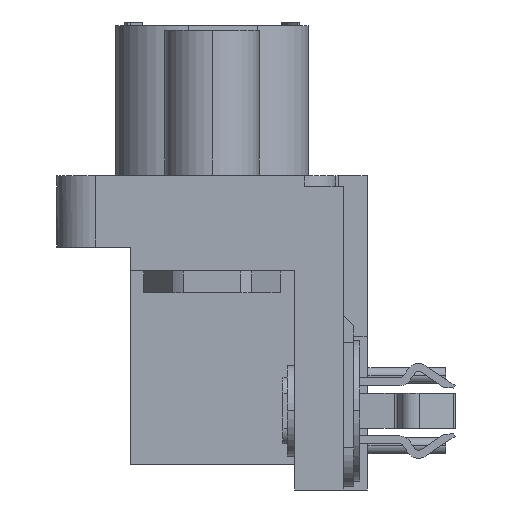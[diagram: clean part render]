
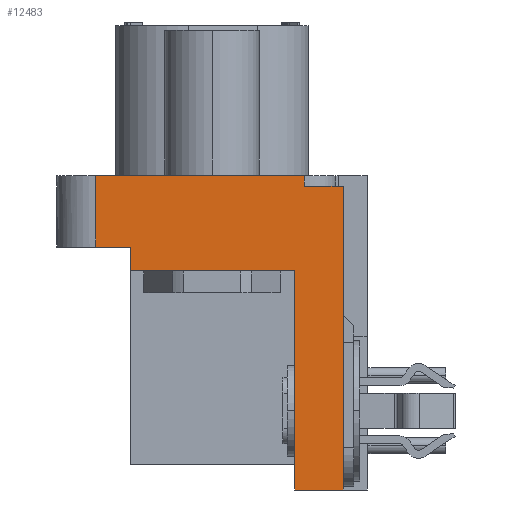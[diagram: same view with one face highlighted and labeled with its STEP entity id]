
A CAD part, left-side view. The second image highlights one B-rep face of the part: STEP entity #12483.
In plain terms, the highlighted planar face has unit normal (-1, 0, 0).
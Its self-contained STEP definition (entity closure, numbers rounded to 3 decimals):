
#2310=DIRECTION('',(0.,0.,1.));
#2311=VECTOR('',#2310,12.294);
#2312=CARTESIAN_POINT('',(-34.773,-5.309,-18.781));
#2313=LINE('',#2312,#2311);
#2314=DIRECTION('',(0.,1.,0.));
#2315=VECTOR('',#2314,1.956);
#2316=CARTESIAN_POINT('',(-34.773,-5.309,-18.781));
#2317=LINE('',#2316,#2315);
#2318=DIRECTION('',(0.,0.,1.));
#2319=VECTOR('',#2318,8.865);
#2320=CARTESIAN_POINT('',(-34.773,-3.353,-18.781));
#2321=LINE('',#2320,#2319);
#2322=DIRECTION('',(0.,1.,0.));
#2323=VECTOR('',#2322,6.655);
#2324=CARTESIAN_POINT('',(-34.773,-3.353,-9.916));
#2325=LINE('',#2324,#2323);
#2326=DIRECTION('',(0.,0.,1.));
#2327=VECTOR('',#2326,0.965);
#2328=CARTESIAN_POINT('',(-34.773,3.302,-9.916));
#2329=LINE('',#2328,#2327);
#2330=DIRECTION('',(0.,1.,0.));
#2331=VECTOR('',#2330,1.397);
#2332=CARTESIAN_POINT('',(-34.773,3.302,-8.951));
#2333=LINE('',#2332,#2331);
#2334=DIRECTION('',(0.,0.,1.));
#2335=VECTOR('',#2334,2.88);
#2336=CARTESIAN_POINT('',(-34.773,4.699,-8.951));
#2337=LINE('',#2336,#2335);
#2338=DIRECTION('',(0.,-1.,0.));
#2339=VECTOR('',#2338,8.433);
#2340=CARTESIAN_POINT('',(-34.773,4.699,-6.071));
#2341=LINE('',#2340,#2339);
#2342=DIRECTION('',(0.,0.,1.));
#2343=VECTOR('',#2342,0.417);
#2344=CARTESIAN_POINT('',(-34.773,-3.734,-6.487));
#2345=LINE('',#2344,#2343);
#2346=DIRECTION('',(0.,1.,0.));
#2347=VECTOR('',#2346,1.575);
#2348=CARTESIAN_POINT('',(-34.773,-5.309,-6.487));
#2349=LINE('',#2348,#2347);
#8326=CARTESIAN_POINT('',(-34.773,-3.353,-18.781));
#8327=CARTESIAN_POINT('',(-34.773,-3.353,-9.916));
#8328=VERTEX_POINT('',#8326);
#8329=VERTEX_POINT('',#8327);
#8330=CARTESIAN_POINT('',(-34.773,3.302,-9.916));
#8331=VERTEX_POINT('',#8330);
#8334=CARTESIAN_POINT('',(-34.773,3.302,-8.951));
#8335=VERTEX_POINT('',#8334);
#8438=CARTESIAN_POINT('',(-34.773,-5.309,-18.781));
#8439=CARTESIAN_POINT('',(-34.773,-5.309,-6.487));
#8440=VERTEX_POINT('',#8438);
#8441=VERTEX_POINT('',#8439);
#8674=CARTESIAN_POINT('',(-34.773,-3.734,-6.487));
#8675=CARTESIAN_POINT('',(-34.773,-3.734,-6.071));
#8676=VERTEX_POINT('',#8674);
#8677=VERTEX_POINT('',#8675);
#9758=CARTESIAN_POINT('',(-34.773,4.699,-8.951));
#9759=CARTESIAN_POINT('',(-34.773,4.699,-6.071));
#9760=VERTEX_POINT('',#9758);
#9761=VERTEX_POINT('',#9759);
#12463=CARTESIAN_POINT('',(-34.773,0.,0.));
#12464=DIRECTION('',(1.,0.,0.));
#12465=DIRECTION('',(0.,0.,-1.));
#12466=AXIS2_PLACEMENT_3D('',#12463,#12464,#12465);
#12467=PLANE('',#12466);
#12468=ORIENTED_EDGE('',*,*,#11340,.F.);
#12469=ORIENTED_EDGE('',*,*,#11552,.T.);
#12470=ORIENTED_EDGE('',*,*,#11865,.T.);
#12471=ORIENTED_EDGE('',*,*,#12430,.T.);
#12472=ORIENTED_EDGE('',*,*,#12119,.T.);
#12474=ORIENTED_EDGE('',*,*,#12473,.T.);
#12476=ORIENTED_EDGE('',*,*,#12475,.T.);
#12477=ORIENTED_EDGE('',*,*,#10994,.T.);
#12479=ORIENTED_EDGE('',*,*,#12478,.F.);
#12480=ORIENTED_EDGE('',*,*,#11231,.F.);
#12481=EDGE_LOOP('',(#12468,#12469,#12470,#12471,#12472,#12474,#12476,#12477,
#12479,#12480));
#12482=FACE_OUTER_BOUND('',#12481,.F.);
#12483=ADVANCED_FACE('',(#12482),#12467,.F.);
#10994=EDGE_CURVE('',#9761,#8677,#2341,.T.);
#11231=EDGE_CURVE('',#8441,#8676,#2349,.T.);
#11340=EDGE_CURVE('',#8440,#8441,#2313,.T.);
#11552=EDGE_CURVE('',#8440,#8328,#2317,.T.);
#11865=EDGE_CURVE('',#8328,#8329,#2321,.T.);
#12119=EDGE_CURVE('',#8331,#8335,#2329,.T.);
#12430=EDGE_CURVE('',#8329,#8331,#2325,.T.);
#12473=EDGE_CURVE('',#8335,#9760,#2333,.T.);
#12475=EDGE_CURVE('',#9760,#9761,#2337,.T.);
#12478=EDGE_CURVE('',#8676,#8677,#2345,.T.);
